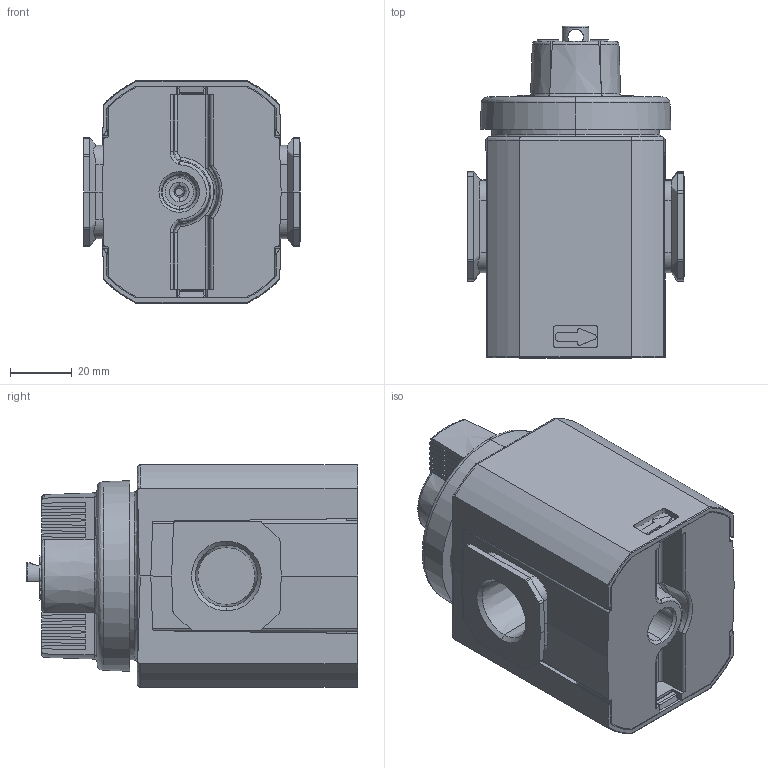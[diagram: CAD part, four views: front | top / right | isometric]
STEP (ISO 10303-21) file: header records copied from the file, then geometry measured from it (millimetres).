
FILE_DESCRIPTION (( 'STEP AP203' ), '1' );
FILE_NAME ('T84T-4AA-B1N.step', '2021-09-07T17:36:02', ( '' ), ( '' ), 'SwSTEP 2.0', 'SolidWorks 2021', '' );
FILE_SCHEMA (( 'CONFIG_CONTROL_DESIGN' ));
Length unit declared in the file: inch
Products named in the file (1): T84T-4AA-B1N
Bounding box: 70.25 x 107.5 x 72 mm (x, y, z)
Volume: 199104.4 mm3; surface area: 79672.3 mm2
Topology: 3 solids, 3 shells, 712 faces, 2005 edges, 1322 vertices
Faces by surface type: plane 365, cylinder 227, bspline 61, cone 59
Entity records: 27391 total; most frequent: CARTESIAN_POINT 9705, ORIENTED_EDGE 4010, DIRECTION 3318, EDGE_CURVE 2005, VERTEX_POINT 1322, VECTOR 1126, LINE 1126, AXIS2_PLACEMENT_3D 1096
